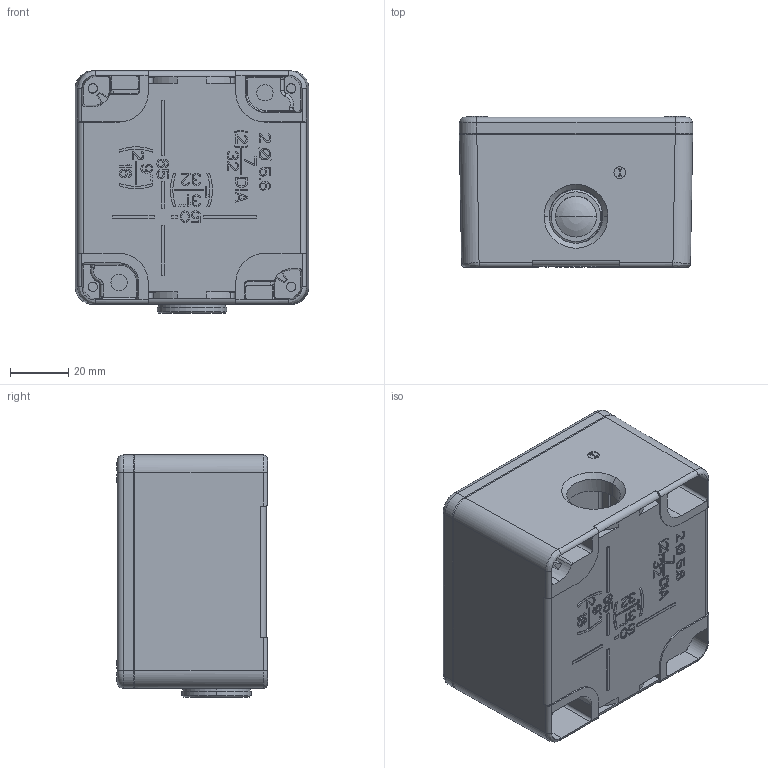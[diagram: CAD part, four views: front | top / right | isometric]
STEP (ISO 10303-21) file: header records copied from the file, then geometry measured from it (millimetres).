
FILE_DESCRIPTION((''),'2;1');
FILE_NAME('XAPD1201_M20_D22_SW0001','2022-07-21T10:01:36',('SESA40972'),('Schneider-Electric'),'CREO PARAMETRIC BY PTC INC, 2021284','CREO PARAMETRIC BY PTC INC, 2021284','');
FILE_SCHEMA(('AP242_MANAGED_MODEL_BASED_3D_ENGINEERING_MIM_LF { 1 0 10303 442 1 1 4 }'));
Products named in the file (1): XAPD1201_M20_D22_SW0001
Bounding box: 80 x 51.79 x 83 mm (x, y, z)
Volume: 80911.9 mm3; surface area: 68615.5 mm2
Topology: 1 solids, 1 shells, 2657 faces, 7248 edges, 4693 vertices
Faces by surface type: plane 1841, cylinder 299, bspline 150, cone 122, extrusion 118, torus 112, sphere 15
Entity records: 109159 total; most frequent: CARTESIAN_POINT 29013, ORIENTED_EDGE 14468, DIRECTION 12218, EDGE_CURVE 7234, VECTOR 5426, LINE 5308, VERTEX_POINT 4693, AXIS2_PLACEMENT_3D 3396
